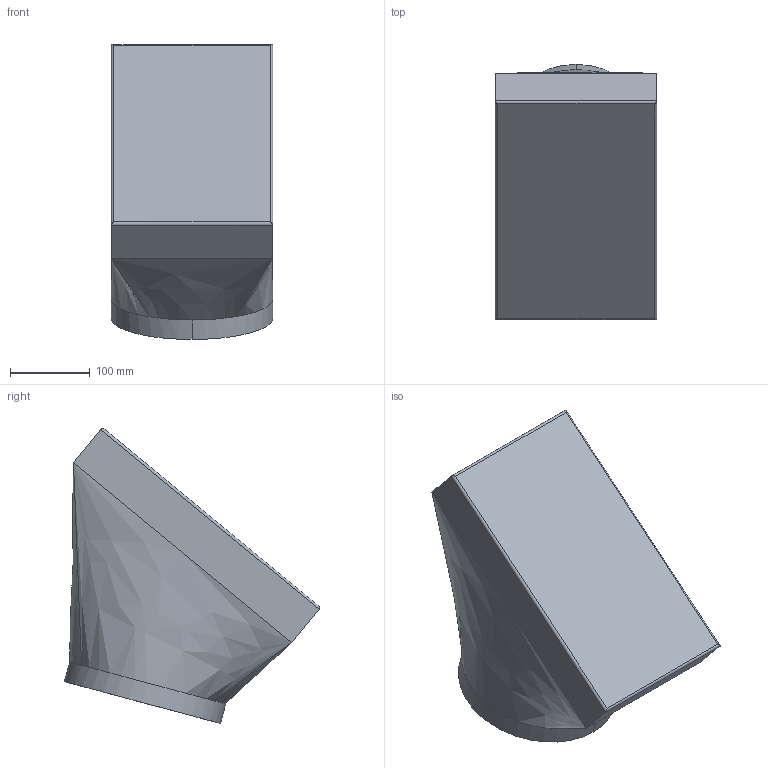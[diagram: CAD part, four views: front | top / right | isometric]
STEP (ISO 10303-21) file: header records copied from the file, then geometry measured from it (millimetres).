
FILE_DESCRIPTION (( 'STEP AP214' ), '1' );
FILE_NAME ('Radiator_8x14_2_25_8_in_fan.STEP', '2025-02-02T23:33:22', ( '' ), ( '' ), 'SwSTEP 2.0', 'SolidWorks 2024', '' );
FILE_SCHEMA (( 'AUTOMOTIVE_DESIGN' ));
Length unit declared in the file: inch
Products named in the file (1): Radiator_8x14_2_25_8_in_fan
Bounding box: 203.2 x 320.86 x 370.64 mm (x, y, z)
Volume: 13147177 mm3; surface area: 330468.9 mm2
Topology: 1 solids, 1 shells, 16 faces, 36 edges, 22 vertices
Faces by surface type: cylinder 6, plane 6, bspline 4
Entity records: 689 total; most frequent: CARTESIAN_POINT 325, ORIENTED_EDGE 72, DIRECTION 64, EDGE_CURVE 36, VERTEX_POINT 22, LINE 22, VECTOR 22, AXIS2_PLACEMENT_3D 21
